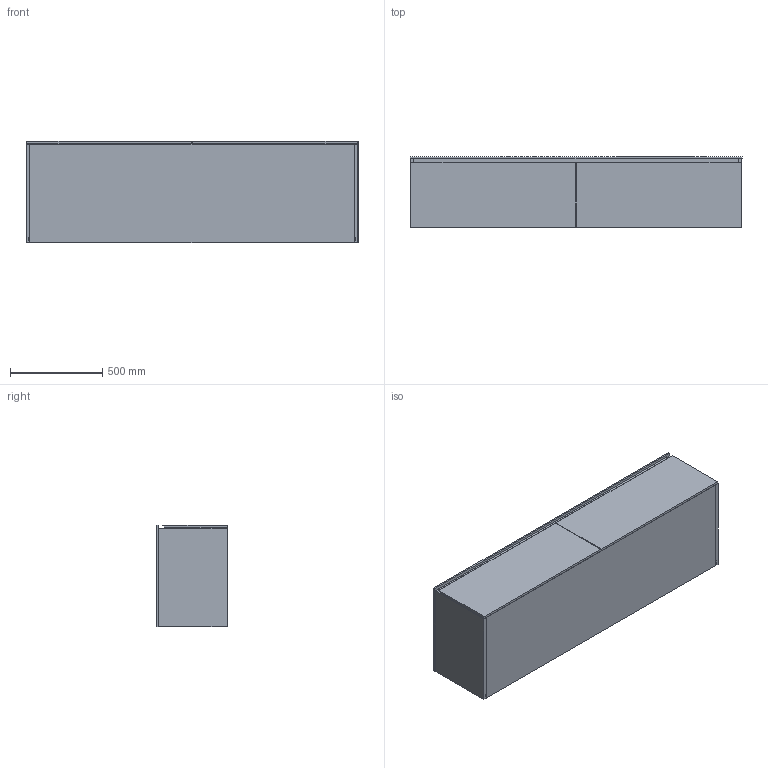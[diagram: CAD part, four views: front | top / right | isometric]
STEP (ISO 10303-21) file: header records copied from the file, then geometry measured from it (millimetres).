
FILE_DESCRIPTION (( 'STEP AP214' ), '1' );
FILE_NAME ('WP1800375-2AUSNCUR-A.STEP', '2020-08-07T11:38:37', ( 'User' ), ( '' ), 'SwSTEP 2.0', 'SolidWorks 2019', '' );
FILE_SCHEMA (( 'AUTOMOTIVE_DESIGN' ));
Length unit declared in the file: millimetre
Products named in the file (5): WP 1800375-2AUSNCUR-A_us_MDF lackiert<Wie bearbeitet>; WP 1800375-2AUSNCUR-A_us; WP1800375-2AUSNCUR-A; WP 1800375-2AUSNCUR-A_wt; WP 1800375-2AUSNCUR-A_wt_Mit Hahnloch ohne šberlauf
Assembly tree (2 placements, depth 2):
  WP 1800375-2AUSNCUR-A_us
  WP1800375-2AUSNCUR-A
    WP 1800375-2AUSNCUR-A_wt_Mit Hahnloch ohne šberlauf
    WP 1800375-2AUSNCUR-A_us_MDF lackiert<Wie bearbeitet>
  WP 1800375-2AUSNCUR-A_wt
Bounding box: 1800 x 382 x 550 mm (x, y, z)
Volume: 74769350.2 mm3; surface area: 10319018.3 mm2
Topology: 20 solids, 20 shells, 207 faces, 497 edges, 331 vertices
Faces by surface type: plane 173, cylinder 24, bspline 10
Entity records: 58930 total; most frequent: CARTESIAN_POINT 53794, ORIENTED_EDGE 994, DIRECTION 916, EDGE_CURVE 497, LINE 422, VECTOR 422, VERTEX_POINT 331, AXIS2_PLACEMENT_3D 247
